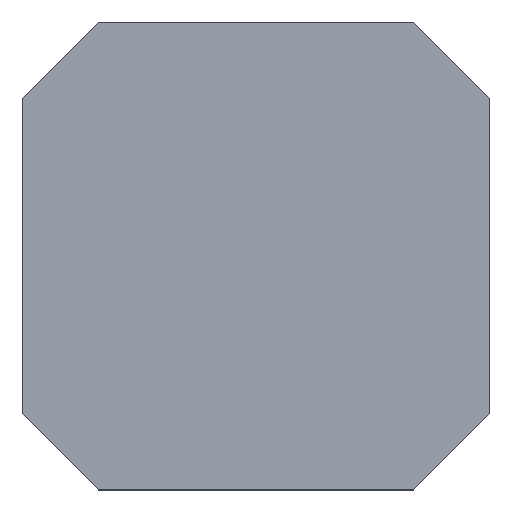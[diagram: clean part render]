
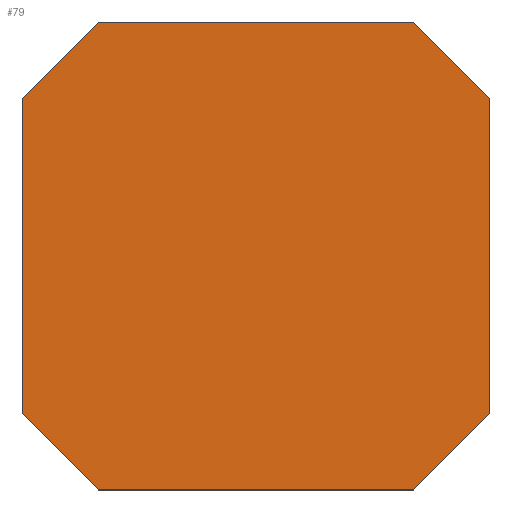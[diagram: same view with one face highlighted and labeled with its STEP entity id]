
A CAD part, top view. The second image highlights one B-rep face of the part: STEP entity #79.
In plain terms, the highlighted planar face has unit normal (0, 0, 1).
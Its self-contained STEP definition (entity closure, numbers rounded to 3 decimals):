
#79=ADVANCED_FACE('',(#197),#198,.T.);
#85=VERTEX_POINT('',#204);
#87=VERTEX_POINT('',#206);
#97=EDGE_CURVE('',#87,#85,#217,.T.);
#99=EDGE_CURVE('',#85,#167,#219,.T.);
#103=EDGE_CURVE('',#159,#123,#224,.T.);
#105=VERTEX_POINT('',#226);
#123=VERTEX_POINT('',#247);
#127=EDGE_CURVE('',#141,#171,#251,.T.);
#141=VERTEX_POINT('',#266);
#145=EDGE_CURVE('',#105,#87,#271,.T.);
#155=EDGE_CURVE('',#123,#105,#282,.T.);
#157=EDGE_CURVE('',#167,#141,#284,.T.);
#159=VERTEX_POINT('',#286);
#167=VERTEX_POINT('',#294);
#169=EDGE_CURVE('',#171,#159,#296,.T.);
#171=VERTEX_POINT('',#298);
#197=FACE_OUTER_BOUND('',#319,.T.);
#198=PLANE('',#320);
#204=CARTESIAN_POINT('',(2.581,0.0,0.0));
#206=CARTESIAN_POINT('',(0.,2.581,0.0));
#217=LINE('',#346,#347);
#219=LINE('',#350,#351);
#224=LINE('',#357,#358);
#226=CARTESIAN_POINT('',(0.,13.299,0.0));
#247=CARTESIAN_POINT('',(2.581,15.88,0.0));
#251=LINE('',#389,#390);
#266=CARTESIAN_POINT('',(15.88,2.581,0.0));
#271=LINE('',#417,#418);
#282=LINE('',#436,#437);
#284=LINE('',#440,#441);
#286=CARTESIAN_POINT('',(13.299,15.88,0.0));
#294=CARTESIAN_POINT('',(13.299,0.0,0.0));
#296=LINE('',#458,#459);
#298=CARTESIAN_POINT('',(15.88,13.299,0.0));
#319=EDGE_LOOP('',(#473,#474,#475,#476,#477,#478,#479,#480));
#320=AXIS2_PLACEMENT_3D('',#481,#482,#483);
#346=CARTESIAN_POINT('',(0.,2.581,0.0));
#347=VECTOR('',#499,1.0);
#350=CARTESIAN_POINT('',(2.581,0.0,0.0));
#351=VECTOR('',#500,1.0);
#357=CARTESIAN_POINT('',(13.299,15.88,0.0));
#358=VECTOR('',#509,1.0);
#389=CARTESIAN_POINT('',(15.88,2.581,0.0));
#390=VECTOR('',#537,1.0);
#417=CARTESIAN_POINT('',(0.,13.299,0.0));
#418=VECTOR('',#557,1.0);
#436=CARTESIAN_POINT('',(2.581,15.88,0.0));
#437=VECTOR('',#569,1.0);
#440=CARTESIAN_POINT('',(13.299,0.0,0.0));
#441=VECTOR('',#570,1.0);
#458=CARTESIAN_POINT('',(15.88,13.299,0.0));
#459=VECTOR('',#573,1.0);
#473=ORIENTED_EDGE('',*,*,#99,.T.);
#474=ORIENTED_EDGE('',*,*,#157,.T.);
#475=ORIENTED_EDGE('',*,*,#127,.T.);
#476=ORIENTED_EDGE('',*,*,#169,.T.);
#477=ORIENTED_EDGE('',*,*,#103,.T.);
#478=ORIENTED_EDGE('',*,*,#155,.T.);
#479=ORIENTED_EDGE('',*,*,#145,.T.);
#480=ORIENTED_EDGE('',*,*,#97,.T.);
#481=CARTESIAN_POINT('',(7.94,7.94,0.0));
#482=DIRECTION('',(0.0,0.0,1.0));
#483=DIRECTION('',(1.0,0.0,0.0));
#499=DIRECTION('',(0.707,-0.707,0.0));
#500=DIRECTION('',(1.0,0.0,0.0));
#509=DIRECTION('',(-1.0,0.0,0.0));
#537=DIRECTION('',(0.,1.,0.0));
#557=DIRECTION('',(0.,-1.,0.0));
#569=DIRECTION('',(-0.707,-0.707,0.0));
#570=DIRECTION('',(0.707,0.707,0.0));
#573=DIRECTION('',(-0.707,0.707,0.0));
